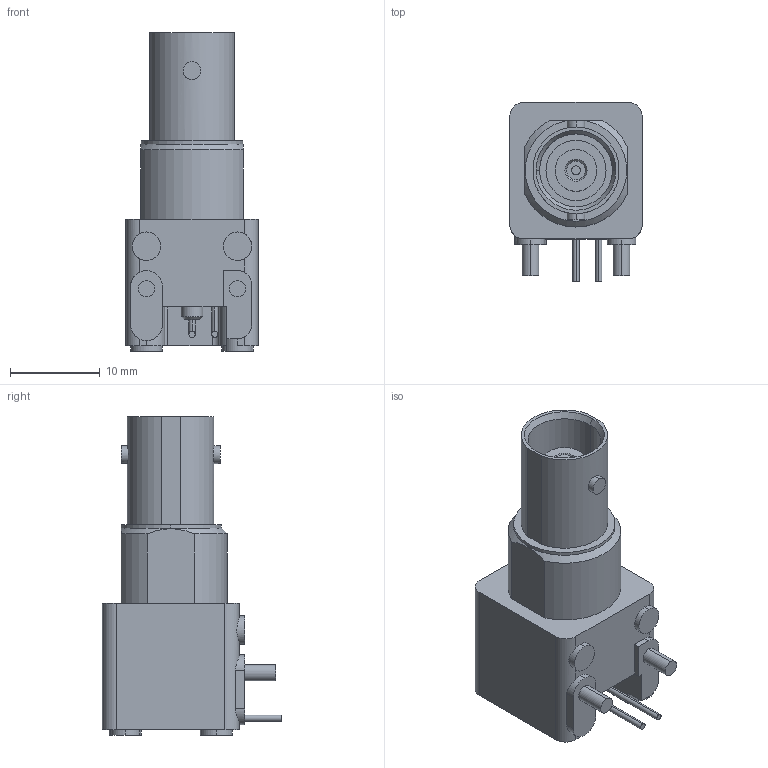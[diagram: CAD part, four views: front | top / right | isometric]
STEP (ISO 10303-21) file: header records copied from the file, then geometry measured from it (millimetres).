
FILE_DESCRIPTION(('STEP AP214'),'1');
FILE_NAME('5227677-1.stp','2020-08-29T03:36:25',('TraceParts'),('TraceParts S.A.'),'Spatial InterOp 3D',' ',' ');
FILE_SCHEMA(('AUTOMOTIVE_DESIGN { 1 0 10303 214 1 1 1 1 }'));
Length unit declared in the file: millimetre
Products named in the file (1): 5227677-1
Bounding box: 14.76 x 19.99 x 35.56 mm (x, y, z)
Volume: 4203.1 mm3; surface area: 2589.6 mm2
Topology: 1 solids, 1 shells, 136 faces, 332 edges, 216 vertices
Faces by surface type: cylinder 72, plane 55, cone 9
Entity records: 4248 total; most frequent: CARTESIAN_POINT 931, DIRECTION 726, ORIENTED_EDGE 664, EDGE_CURVE 332, AXIS2_PLACEMENT_3D 278, VERTEX_POINT 216, LINE 170, VECTOR 170
